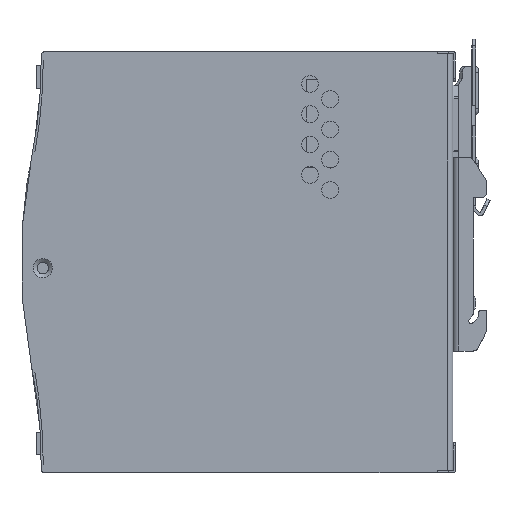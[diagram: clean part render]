
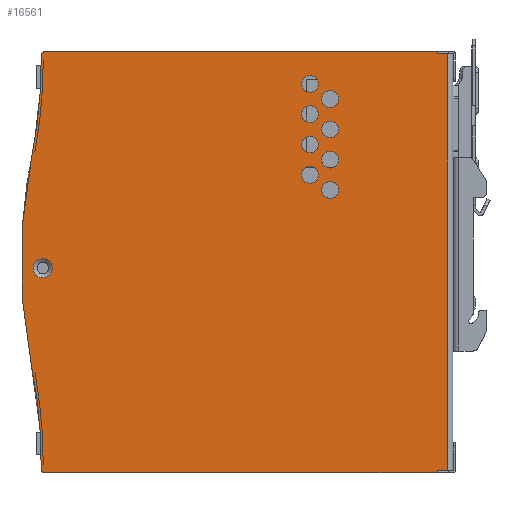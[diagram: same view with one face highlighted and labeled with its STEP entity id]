
A CAD part, front view. The second image highlights one B-rep face of the part: STEP entity #16561.
In plain terms, the highlighted planar face has unit normal (0, -1, 0).
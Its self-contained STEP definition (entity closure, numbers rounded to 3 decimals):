
#5945=CARTESIAN_POINT('',(1779.235,13.486,8923.551));
#5946=VERTEX_POINT('',#5945);
#5953=CARTESIAN_POINT('',(1778.235,13.486,8922.541));
#5954=VERTEX_POINT('',#5953);
#5955=CARTESIAN_POINT('',(1778.235,13.486,8923.541));
#5956=DIRECTION('',(0.0,-1.,0.0));
#5957=DIRECTION('',(1.,0.0,0.005));
#5958=AXIS2_PLACEMENT_3D('',#5955,#5956,#5957);
#5959=CIRCLE('',#5958,1.);
#5960=EDGE_CURVE('',#5954,#5946,#5959,.T.);
#6018=CARTESIAN_POINT('',(1661.527,13.486,8922.541));
#6019=VERTEX_POINT('',#6018);
#6020=CARTESIAN_POINT('',(1661.527,13.486,8922.541));
#6021=DIRECTION('',(1.0,0.0,0.0));
#6022=VECTOR('',#6021,116.709);
#6023=LINE('',#6020,#6022);
#6024=EDGE_CURVE('',#6019,#5954,#6023,.T.);
#16273=CARTESIAN_POINT('',(1658.393,13.486,8923.141));
#16274=VERTEX_POINT('',#16273);
#16282=CARTESIAN_POINT('',(1658.393,13.486,9047.141));
#16283=VERTEX_POINT('',#16282);
#16284=CARTESIAN_POINT('',(1658.393,13.486,8923.141));
#16285=DIRECTION('',(0.0,0.0,1.0));
#16286=VECTOR('',#16285,124.);
#16287=LINE('',#16284,#16286);
#16288=EDGE_CURVE('',#16274,#16283,#16287,.T.);
#16323=CARTESIAN_POINT('',(1661.527,13.486,9047.141));
#16324=VERTEX_POINT('',#16323);
#16325=CARTESIAN_POINT('',(1658.393,13.486,9047.141));
#16326=DIRECTION('',(1.0,0.0,0.0));
#16327=VECTOR('',#16326,3.133);
#16328=LINE('',#16325,#16327);
#16329=EDGE_CURVE('',#16283,#16324,#16328,.T.);
#16361=CARTESIAN_POINT('',(1661.527,13.486,9047.741));
#16362=VERTEX_POINT('',#16361);
#16363=CARTESIAN_POINT('',(1661.527,13.486,9047.141));
#16364=DIRECTION('',(0.0,0.0,1.0));
#16365=VECTOR('',#16364,0.6);
#16366=LINE('',#16363,#16365);
#16367=EDGE_CURVE('',#16324,#16362,#16366,.T.);
#16394=CARTESIAN_POINT('',(1768.013,13.486,8997.141));
#16395=DIRECTION('',(0.0,-1.0,0.0));
#16396=DIRECTION('',(0.0,0.0,-1.0));
#16397=AXIS2_PLACEMENT_3D('',#16394,#16395,#16396);
#16398=PLANE('',#16397);
#16399=ORIENTED_EDGE('',*,*,#16367,.F.);
#16400=ORIENTED_EDGE('',*,*,#16329,.F.);
#16401=ORIENTED_EDGE('',*,*,#16288,.F.);
#16402=CARTESIAN_POINT('',(1661.527,13.486,8923.141));
#16403=VERTEX_POINT('',#16402);
#16404=CARTESIAN_POINT('',(1658.393,13.486,8923.141));
#16405=DIRECTION('',(1.0,0.0,0.0));
#16406=VECTOR('',#16405,3.133);
#16407=LINE('',#16404,#16406);
#16408=EDGE_CURVE('',#16274,#16403,#16407,.T.);
#16409=ORIENTED_EDGE('',*,*,#16408,.T.);
#16410=CARTESIAN_POINT('',(1661.527,13.486,8922.541));
#16411=DIRECTION('',(0.0,0.0,1.0));
#16412=VECTOR('',#16411,0.6);
#16413=LINE('',#16410,#16412);
#16414=EDGE_CURVE('',#6019,#16403,#16413,.T.);
#16415=ORIENTED_EDGE('',*,*,#16414,.F.);
#16416=ORIENTED_EDGE('',*,*,#6024,.T.);
#16417=ORIENTED_EDGE('',*,*,#5960,.T.);
#16418=CARTESIAN_POINT('',(1782.251,13.486,8955.031));
#16419=VERTEX_POINT('',#16418);
#16420=CARTESIAN_POINT('',(1929.642,13.486,8925.03));
#16421=DIRECTION('',(0.0,-1.0,0.0));
#16422=DIRECTION('',(-1.0,0.0,0.0));
#16423=AXIS2_PLACEMENT_3D('',#16420,#16421,#16422);
#16424=CIRCLE('',#16423,150.414);
#16425=EDGE_CURVE('',#16419,#5946,#16424,.T.);
#16426=ORIENTED_EDGE('',*,*,#16425,.F.);
#16427=CARTESIAN_POINT('',(1782.251,13.486,9015.251));
#16428=VERTEX_POINT('',#16427);
#16429=CARTESIAN_POINT('',(1634.793,13.486,8985.141));
#16430=DIRECTION('',(0.0,-1.0,0.0));
#16431=DIRECTION('',(0.98,0.0,-0.2));
#16432=AXIS2_PLACEMENT_3D('',#16429,#16430,#16431);
#16433=CIRCLE('',#16432,150.5);
#16434=EDGE_CURVE('',#16419,#16428,#16433,.T.);
#16435=ORIENTED_EDGE('',*,*,#16434,.T.);
#16436=CARTESIAN_POINT('',(1779.235,13.486,9046.731));
#16437=VERTEX_POINT('',#16436);
#16438=CARTESIAN_POINT('',(1929.642,13.486,9045.252));
#16439=DIRECTION('',(0.0,1.,0.0));
#16440=DIRECTION('',(-0.98,0.0,-0.199));
#16441=AXIS2_PLACEMENT_3D('',#16438,#16439,#16440);
#16442=CIRCLE('',#16441,150.414);
#16443=EDGE_CURVE('',#16428,#16437,#16442,.T.);
#16444=ORIENTED_EDGE('',*,*,#16443,.T.);
#16445=CARTESIAN_POINT('',(1778.235,13.486,9047.741));
#16446=VERTEX_POINT('',#16445);
#16447=CARTESIAN_POINT('',(1778.235,13.486,9046.741));
#16448=DIRECTION('',(0.0,-1.0,0.0));
#16449=DIRECTION('',(0.,0.0,1.0));
#16450=AXIS2_PLACEMENT_3D('',#16447,#16448,#16449);
#16451=CIRCLE('',#16450,1.);
#16452=EDGE_CURVE('',#16437,#16446,#16451,.T.);
#16453=ORIENTED_EDGE('',*,*,#16452,.T.);
#16454=CARTESIAN_POINT('',(1778.235,13.486,9047.741));
#16455=DIRECTION('',(-1.0,0.0,0.0));
#16456=VECTOR('',#16455,116.709);
#16457=LINE('',#16454,#16456);
#16458=EDGE_CURVE('',#16446,#16362,#16457,.T.);
#16459=ORIENTED_EDGE('',*,*,#16458,.T.);
#16460=EDGE_LOOP('',(#16399,#16400,#16401,#16409,#16415,#16416,#16417,#16426,#16435,#16444,#16453,#16459));
#16461=FACE_OUTER_BOUND('',#16460,.T.);
#16462=CARTESIAN_POINT('',(1701.793,13.486,8932.141));
#16463=VERTEX_POINT('',#16462);
#16464=CARTESIAN_POINT('',(1699.293,13.486,8932.141));
#16465=DIRECTION('',(0.0,1.0,0.0));
#16466=DIRECTION('',(1.0,0.0,0.0));
#16467=AXIS2_PLACEMENT_3D('',#16464,#16465,#16466);
#16468=CIRCLE('',#16467,2.5);
#16469=EDGE_CURVE('',#16463,#16463,#16468,.T.);
#16470=ORIENTED_EDGE('',*,*,#16469,.T.);
#16471=EDGE_LOOP('',(#16470));
#16472=FACE_BOUND('',#16471,.T.);
#16473=CARTESIAN_POINT('',(1696.793,13.486,8959.141));
#16474=VERTEX_POINT('',#16473);
#16475=CARTESIAN_POINT('',(1699.293,13.486,8959.141));
#16476=DIRECTION('',(0.0,1.0,0.0));
#16477=DIRECTION('',(1.0,0.0,0.0));
#16478=AXIS2_PLACEMENT_3D('',#16475,#16476,#16477);
#16479=CIRCLE('',#16478,2.5);
#16480=EDGE_CURVE('',#16474,#16474,#16479,.T.);
#16481=ORIENTED_EDGE('',*,*,#16480,.T.);
#16482=EDGE_LOOP('',(#16481));
#16483=FACE_BOUND('',#16482,.T.);
#16484=CARTESIAN_POINT('',(1690.793,13.486,8963.641));
#16485=VERTEX_POINT('',#16484);
#16486=CARTESIAN_POINT('',(1693.293,13.486,8963.641));
#16487=DIRECTION('',(0.0,1.0,0.0));
#16488=DIRECTION('',(1.0,0.0,0.0));
#16489=AXIS2_PLACEMENT_3D('',#16486,#16487,#16488);
#16490=CIRCLE('',#16489,2.5);
#16491=EDGE_CURVE('',#16485,#16485,#16490,.T.);
#16492=ORIENTED_EDGE('',*,*,#16491,.T.);
#16493=EDGE_LOOP('',(#16492));
#16494=FACE_BOUND('',#16493,.T.);
#16495=CARTESIAN_POINT('',(1695.793,13.486,8936.641));
#16496=VERTEX_POINT('',#16495);
#16497=CARTESIAN_POINT('',(1693.293,13.486,8936.641));
#16498=DIRECTION('',(0.0,1.0,0.0));
#16499=DIRECTION('',(1.0,0.0,0.0));
#16500=AXIS2_PLACEMENT_3D('',#16497,#16498,#16499);
#16501=CIRCLE('',#16500,2.5);
#16502=EDGE_CURVE('',#16496,#16496,#16501,.T.);
#16503=ORIENTED_EDGE('',*,*,#16502,.T.);
#16504=EDGE_LOOP('',(#16503));
#16505=FACE_BOUND('',#16504,.T.);
#16506=CARTESIAN_POINT('',(1695.793,13.486,8954.641));
#16507=VERTEX_POINT('',#16506);
#16508=CARTESIAN_POINT('',(1693.293,13.486,8954.641));
#16509=DIRECTION('',(0.0,1.0,0.0));
#16510=DIRECTION('',(1.0,0.0,0.0));
#16511=AXIS2_PLACEMENT_3D('',#16508,#16509,#16510);
#16512=CIRCLE('',#16511,2.5);
#16513=EDGE_CURVE('',#16507,#16507,#16512,.T.);
#16514=ORIENTED_EDGE('',*,*,#16513,.T.);
#16515=EDGE_LOOP('',(#16514));
#16516=FACE_BOUND('',#16515,.T.);
#16517=CARTESIAN_POINT('',(1690.793,13.486,8945.641));
#16518=VERTEX_POINT('',#16517);
#16519=CARTESIAN_POINT('',(1693.293,13.486,8945.641));
#16520=DIRECTION('',(0.0,1.0,0.0));
#16521=DIRECTION('',(1.0,0.0,0.0));
#16522=AXIS2_PLACEMENT_3D('',#16519,#16520,#16521);
#16523=CIRCLE('',#16522,2.5);
#16524=EDGE_CURVE('',#16518,#16518,#16523,.T.);
#16525=ORIENTED_EDGE('',*,*,#16524,.T.);
#16526=EDGE_LOOP('',(#16525));
#16527=FACE_BOUND('',#16526,.T.);
#16528=CARTESIAN_POINT('',(1696.793,13.486,8950.141));
#16529=VERTEX_POINT('',#16528);
#16530=CARTESIAN_POINT('',(1699.293,13.486,8950.141));
#16531=DIRECTION('',(0.0,1.0,0.0));
#16532=DIRECTION('',(1.0,0.0,0.0));
#16533=AXIS2_PLACEMENT_3D('',#16530,#16531,#16532);
#16534=CIRCLE('',#16533,2.5);
#16535=EDGE_CURVE('',#16529,#16529,#16534,.T.);
#16536=ORIENTED_EDGE('',*,*,#16535,.T.);
#16537=EDGE_LOOP('',(#16536));
#16538=FACE_BOUND('',#16537,.T.);
#16539=CARTESIAN_POINT('',(1775.943,13.486,8986.891));
#16540=VERTEX_POINT('',#16539);
#16541=CARTESIAN_POINT('',(1778.793,13.486,8986.891));
#16542=DIRECTION('',(0.0,1.0,0.0));
#16543=DIRECTION('',(-1.0,0.0,0.0));
#16544=AXIS2_PLACEMENT_3D('',#16541,#16542,#16543);
#16545=CIRCLE('',#16544,2.85);
#16546=EDGE_CURVE('',#16540,#16540,#16545,.T.);
#16547=ORIENTED_EDGE('',*,*,#16546,.T.);
#16548=EDGE_LOOP('',(#16547));
#16549=FACE_BOUND('',#16548,.T.);
#16550=CARTESIAN_POINT('',(1701.793,13.486,8941.141));
#16551=VERTEX_POINT('',#16550);
#16552=CARTESIAN_POINT('',(1699.293,13.486,8941.141));
#16553=DIRECTION('',(0.0,1.0,0.0));
#16554=DIRECTION('',(1.0,0.0,0.0));
#16555=AXIS2_PLACEMENT_3D('',#16552,#16553,#16554);
#16556=CIRCLE('',#16555,2.5);
#16557=EDGE_CURVE('',#16551,#16551,#16556,.T.);
#16558=ORIENTED_EDGE('',*,*,#16557,.T.);
#16559=EDGE_LOOP('',(#16558));
#16560=FACE_BOUND('',#16559,.T.);
#16561=ADVANCED_FACE('',(#16461,#16472,#16483,#16494,#16505,#16516,#16527,#16538,#16549,#16560),#16398,.T.);
